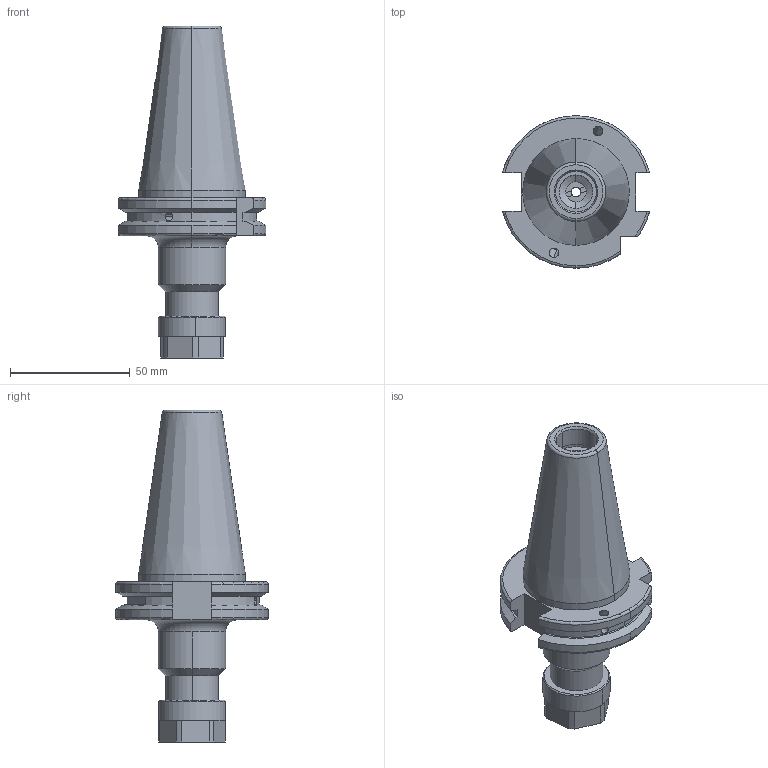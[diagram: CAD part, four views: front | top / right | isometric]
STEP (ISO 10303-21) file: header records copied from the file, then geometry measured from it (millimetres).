
FILE_DESCRIPTION (( 'STEP AP203' ), '1' );
FILE_NAME ('91406-ER716070.STEP', '2021-07-08T04:44:48', ( '' ), ( '' ), 'SwSTEP 2.0', 'SolidWorks 2018', '' );
FILE_SCHEMA (( 'CONFIG_CONTROL_DESIGN' ));
Length unit declared in the file: millimetre
Products named in the file (11): 91406-ER716070; SK40 CCH ER16 070 FTC WW; NUTER16; FTSCW71620; M4X4; M4X4_DIN 913 - M4 x 4-N
Assembly tree (6 placements, depth 3):
  91406-ER716070
    SK40 CCH ER16 070 FTC WW
      SK40 CCH ER16 070 FTC WW
      NUTER16
      FTSCW71620
      M4X4_DIN 913 - M4 x 4-N  x2
  SK40 CCH ER16 070 FTC WW
  NUTER16
  FTSCW71620
  M4X4
Bounding box: 61.48 x 63.55 x 138.4 mm (x, y, z)
Volume: 125218.4 mm3; surface area: 29951.4 mm2
Topology: 5 solids, 5 shells, 200 faces, 495 edges, 317 vertices
Faces by surface type: plane 78, cylinder 61, cone 43, torus 14, bspline 4
Entity records: 6997 total; most frequent: CARTESIAN_POINT 1438, DIRECTION 1001, ORIENTED_EDGE 926, EDGE_CURVE 463, AXIS2_PLACEMENT_3D 396, VERTEX_POINT 297, EDGE_LOOP 210, LINE 209
